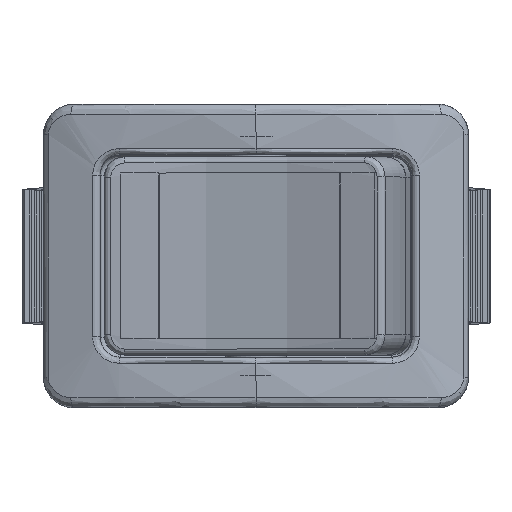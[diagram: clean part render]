
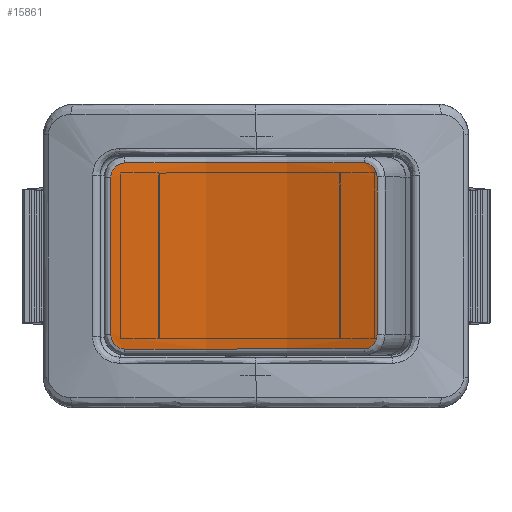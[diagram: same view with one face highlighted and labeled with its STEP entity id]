
A CAD part, top view. The second image highlights one B-rep face of the part: STEP entity #15861.
In plain terms, the highlighted cylindrical face has radius 30 mm (diameter 60 mm), a partial arc.
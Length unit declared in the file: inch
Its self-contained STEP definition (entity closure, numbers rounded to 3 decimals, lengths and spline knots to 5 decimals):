
#349=B_SPLINE_CURVE_WITH_KNOTS('',3,(#25578,#25579,#25580,#25581,#25582,
#25583,#25584,#25585,#25586,#25587,#25588,#25589,#25590,#25591,#25592,#25593,
#25594,#25595),.UNSPECIFIED.,.F.,.F.,(4,2,2,2,2,2,2,2,4),(0.,
0.11372,0.24422,0.37485,0.5,0.63673,
0.76753,0.89828,1.),.UNSPECIFIED.);
#350=B_SPLINE_CURVE_WITH_KNOTS('',3,(#25597,#25598,#25599,#25600,#25601,
#25602,#25603,#25604,#25605,#25606,#25607,#25608,#25609,#25610,#25611,#25612,
#25613,#25614),.UNSPECIFIED.,.F.,.F.,(4,2,2,2,2,2,2,2,4),(0.,
0.10172,0.23247,0.36327,0.5,0.62515,
0.75578,0.88628,1.),.UNSPECIFIED.);
#351=B_SPLINE_CURVE_WITH_KNOTS('',3,(#25618,#25619,#25620,#25621,#25622,
#25623,#25624,#25625,#25626,#25627,#25628,#25629,#25630,#25631,#25632,#25633,
#25634,#25635),.UNSPECIFIED.,.F.,.F.,(4,2,2,2,2,2,2,2,4),(0.,
0.1015,0.232,0.36261,0.5,0.62448,
0.75528,0.88604,1.),.UNSPECIFIED.);
#352=B_SPLINE_CURVE_WITH_KNOTS('',3,(#25639,#25640,#25641,#25642,#25643,
#25644,#25645,#25646,#25647,#25648,#25649,#25650,#25651,#25652,#25653,#25654,
#25655,#25656),.UNSPECIFIED.,.F.,.F.,(4,2,2,2,2,2,2,2,4),(0.,
0.11396,0.24472,0.37552,0.5,0.63739,
0.768,0.8985,1.),.UNSPECIFIED.);
#1278=FACE_OUTER_BOUND('',#2205,.T.);
#2205=EDGE_LOOP('',(#12185,#12186,#12187,#12188,#12189,#12190,#12191,#12192));
#3226=CIRCLE('',#17075,1.1811);
#3229=CIRCLE('',#17079,1.1811);
#3879=LINE('',#25616,#5470);
#3880=LINE('',#25657,#5471);
#5470=VECTOR('',#19505,0.30709);
#5471=VECTOR('',#19508,0.30709);
#7222=VERTEX_POINT('',#25571);
#7223=VERTEX_POINT('',#25572);
#7224=VERTEX_POINT('',#25577);
#7225=VERTEX_POINT('',#25596);
#7226=VERTEX_POINT('',#25615);
#7227=VERTEX_POINT('',#25617);
#7228=VERTEX_POINT('',#25636);
#7229=VERTEX_POINT('',#25638);
#9045=EDGE_CURVE('',#7222,#7223,#3226,.T.);
#9048=EDGE_CURVE('',#7222,#7224,#349,.T.);
#9049=EDGE_CURVE('',#7225,#7223,#350,.T.);
#9050=EDGE_CURVE('',#7226,#7225,#3879,.T.);
#9051=EDGE_CURVE('',#7227,#7226,#351,.T.);
#9052=EDGE_CURVE('',#7227,#7228,#3229,.T.);
#9053=EDGE_CURVE('',#7229,#7228,#352,.T.);
#9054=EDGE_CURVE('',#7224,#7229,#3880,.T.);
#12185=ORIENTED_EDGE('',*,*,#9048,.F.);
#12186=ORIENTED_EDGE('',*,*,#9045,.T.);
#12187=ORIENTED_EDGE('',*,*,#9049,.F.);
#12188=ORIENTED_EDGE('',*,*,#9050,.F.);
#12189=ORIENTED_EDGE('',*,*,#9051,.F.);
#12190=ORIENTED_EDGE('',*,*,#9052,.T.);
#12191=ORIENTED_EDGE('',*,*,#9053,.F.);
#12192=ORIENTED_EDGE('',*,*,#9054,.F.);
#15435=CYLINDRICAL_SURFACE('',#17078,1.1811);
#15861=ADVANCED_FACE('',(#1278),#15435,.F.);
#17075=AXIS2_PLACEMENT_3D('',#25573,#19497,#19498);
#17078=AXIS2_PLACEMENT_3D('',#25576,#19503,#19504);
#17079=AXIS2_PLACEMENT_3D('',#25637,#19506,#19507);
#19497=DIRECTION('center_axis',(0.,1.,0.));
#19498=DIRECTION('ref_axis',(0.384,0.,-0.923));
#19503=DIRECTION('center_axis',(0.,-1.,0.));
#19504=DIRECTION('ref_axis',(0.982,0.,0.191));
#19505=DIRECTION('',(0.,1.,0.));
#19506=DIRECTION('center_axis',(0.,-1.,0.));
#19507=DIRECTION('ref_axis',(-0.01,0.,-1.));
#19508=DIRECTION('',(0.,-1.,0.));
#25571=CARTESIAN_POINT('',(0.21048,0.1811,0.7197));
#25572=CARTESIAN_POINT('',(-0.25534,0.1811,0.62916));
#25573=CARTESIAN_POINT('Origin',(-0.2432,0.1811,1.8102));
#25576=CARTESIAN_POINT('Origin',(-0.2432,0.19291,1.8102));
#25577=CARTESIAN_POINT('',(0.23556,0.15354,0.73048));
#25578=CARTESIAN_POINT('Ctrl Pts',(0.21048,0.1811,
0.7197));
#25579=CARTESIAN_POINT('Ctrl Pts',(0.21198,0.1811,
0.72033));
#25580=CARTESIAN_POINT('Ctrl Pts',(0.21349,0.18095,
0.72096));
#25581=CARTESIAN_POINT('Ctrl Pts',(0.21666,0.18033,0.72229));
#25582=CARTESIAN_POINT('Ctrl Pts',(0.21832,0.1798,
0.72299));
#25583=CARTESIAN_POINT('Ctrl Pts',(0.22151,0.17838,
0.72435));
#25584=CARTESIAN_POINT('Ctrl Pts',(0.22303,0.1775,
0.72501));
#25585=CARTESIAN_POINT('Ctrl Pts',(0.22582,0.17544,
0.72621));
#25586=CARTESIAN_POINT('Ctrl Pts',(0.22709,0.17429,
0.72676));
#25587=CARTESIAN_POINT('Ctrl Pts',(0.22951,0.17163,
0.72781));
#25588=CARTESIAN_POINT('Ctrl Pts',(0.23064,0.17008,0.72831));
#25589=CARTESIAN_POINT('Ctrl Pts',(0.23253,0.16684,
0.72914));
#25590=CARTESIAN_POINT('Ctrl Pts',(0.2333,0.16515,
0.72948));
#25591=CARTESIAN_POINT('Ctrl Pts',(0.23452,0.16162,
0.73002));
#25592=CARTESIAN_POINT('Ctrl Pts',(0.23497,0.15979,
0.73021));
#25593=CARTESIAN_POINT('Ctrl Pts',(0.23545,0.15648,
0.73043));
#25594=CARTESIAN_POINT('Ctrl Pts',(0.23556,0.15501,0.73047));
#25595=CARTESIAN_POINT('Ctrl Pts',(0.23556,0.15354,0.73048));
#25596=CARTESIAN_POINT('',(-0.28262,0.15354,0.62975));
#25597=CARTESIAN_POINT('Ctrl Pts',(-0.28262,0.15354,
0.62975));
#25598=CARTESIAN_POINT('Ctrl Pts',(-0.28262,0.15501,
0.62975));
#25599=CARTESIAN_POINT('Ctrl Pts',(-0.2825,0.15648,
0.62975));
#25600=CARTESIAN_POINT('Ctrl Pts',(-0.28198,0.15979,
0.62973));
#25601=CARTESIAN_POINT('Ctrl Pts',(-0.28149,0.16162,
0.62971));
#25602=CARTESIAN_POINT('Ctrl Pts',(-0.28016,0.16515,
0.62967));
#25603=CARTESIAN_POINT('Ctrl Pts',(-0.27931,0.16684,
0.62965));
#25604=CARTESIAN_POINT('Ctrl Pts',(-0.27725,0.17008,
0.62958));
#25605=CARTESIAN_POINT('Ctrl Pts',(-0.27602,0.17163,
0.62955));
#25606=CARTESIAN_POINT('Ctrl Pts',(-0.27338,0.17429,
0.62948));
#25607=CARTESIAN_POINT('Ctrl Pts',(-0.27199,0.17544,
0.62944));
#25608=CARTESIAN_POINT('Ctrl Pts',(-0.26896,0.1775,
0.62937));
#25609=CARTESIAN_POINT('Ctrl Pts',(-0.2673,0.17838,
0.62934));
#25610=CARTESIAN_POINT('Ctrl Pts',(-0.26384,0.1798,
0.62927));
#25611=CARTESIAN_POINT('Ctrl Pts',(-0.26203,0.18033,
0.62924));
#25612=CARTESIAN_POINT('Ctrl Pts',(-0.25859,0.18095,
0.62919));
#25613=CARTESIAN_POINT('Ctrl Pts',(-0.25696,0.1811,
0.62917));
#25614=CARTESIAN_POINT('Ctrl Pts',(-0.25534,0.1811,0.62916));
#25615=CARTESIAN_POINT('',(-0.28262,-0.15354,0.62975));
#25616=CARTESIAN_POINT('',(-0.28262,-0.15354,0.62975));
#25617=CARTESIAN_POINT('',(-0.25534,-0.1811,0.62916));
#25618=CARTESIAN_POINT('Ctrl Pts',(-0.25534,-0.1811,
0.62916));
#25619=CARTESIAN_POINT('Ctrl Pts',(-0.25679,-0.1811,
0.62917));
#25620=CARTESIAN_POINT('Ctrl Pts',(-0.25824,-0.18099,
0.62919));
#25621=CARTESIAN_POINT('Ctrl Pts',(-0.26152,-0.18045,
0.62923));
#25622=CARTESIAN_POINT('Ctrl Pts',(-0.26333,-0.17996,
0.62926));
#25623=CARTESIAN_POINT('Ctrl Pts',(-0.26682,-0.17861,
0.62933));
#25624=CARTESIAN_POINT('Ctrl Pts',(-0.2685,-0.17776,
0.62936));
#25625=CARTESIAN_POINT('Ctrl Pts',(-0.27172,-0.17567,
0.62944));
#25626=CARTESIAN_POINT('Ctrl Pts',(-0.27326,-0.17442,
0.62948));
#25627=CARTESIAN_POINT('Ctrl Pts',(-0.27589,-0.17175,
0.62955));
#25628=CARTESIAN_POINT('Ctrl Pts',(-0.27703,-0.17036,
0.62958));
#25629=CARTESIAN_POINT('Ctrl Pts',(-0.27905,-0.1673,
0.62964));
#25630=CARTESIAN_POINT('Ctrl Pts',(-0.27993,-0.16562,
0.62967));
#25631=CARTESIAN_POINT('Ctrl Pts',(-0.28133,-0.16213,
0.62971));
#25632=CARTESIAN_POINT('Ctrl Pts',(-0.28185,-0.1603,
0.62973));
#25633=CARTESIAN_POINT('Ctrl Pts',(-0.28247,-0.15683,
0.62975));
#25634=CARTESIAN_POINT('Ctrl Pts',(-0.28262,-0.15518,
0.62975));
#25635=CARTESIAN_POINT('Ctrl Pts',(-0.28262,-0.15354,
0.62975));
#25636=CARTESIAN_POINT('',(0.21048,-0.1811,0.7197));
#25637=CARTESIAN_POINT('Origin',(-0.2432,-0.1811,
1.8102));
#25638=CARTESIAN_POINT('',(0.23556,-0.15354,0.73048));
#25639=CARTESIAN_POINT('Ctrl Pts',(0.23556,-0.15354,
0.73048));
#25640=CARTESIAN_POINT('Ctrl Pts',(0.23556,-0.15518,
0.73047));
#25641=CARTESIAN_POINT('Ctrl Pts',(0.23542,-0.15683,
0.73042));
#25642=CARTESIAN_POINT('Ctrl Pts',(0.23485,-0.1603,
0.73016));
#25643=CARTESIAN_POINT('Ctrl Pts',(0.23438,-0.16213,
0.72995));
#25644=CARTESIAN_POINT('Ctrl Pts',(0.2331,-0.16562,
0.72939));
#25645=CARTESIAN_POINT('Ctrl Pts',(0.23229,-0.1673,
0.72903));
#25646=CARTESIAN_POINT('Ctrl Pts',(0.23044,-0.17036,
0.72822));
#25647=CARTESIAN_POINT('Ctrl Pts',(0.2294,-0.17175,
0.72776));
#25648=CARTESIAN_POINT('Ctrl Pts',(0.22698,-0.17442,0.72671));
#25649=CARTESIAN_POINT('Ctrl Pts',(0.22557,-0.17567,
0.7261));
#25650=CARTESIAN_POINT('Ctrl Pts',(0.22261,-0.17776,
0.72483));
#25651=CARTESIAN_POINT('Ctrl Pts',(0.22107,-0.17861,
0.72417));
#25652=CARTESIAN_POINT('Ctrl Pts',(0.21786,-0.17996,
0.7228));
#25653=CARTESIAN_POINT('Ctrl Pts',(0.21619,-0.18045,
0.72209));
#25654=CARTESIAN_POINT('Ctrl Pts',(0.21316,-0.18099,
0.72082));
#25655=CARTESIAN_POINT('Ctrl Pts',(0.21182,-0.1811,
0.72026));
#25656=CARTESIAN_POINT('Ctrl Pts',(0.21048,-0.1811,
0.7197));
#25657=CARTESIAN_POINT('',(0.23556,0.15354,0.73048));
